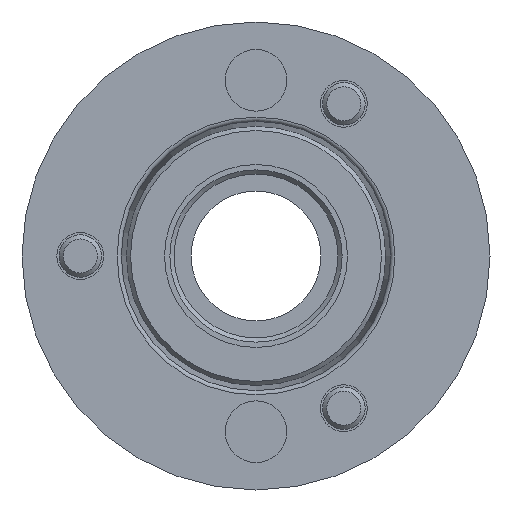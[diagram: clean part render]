
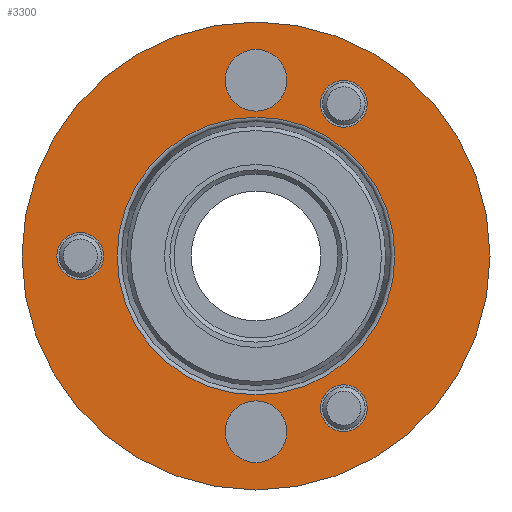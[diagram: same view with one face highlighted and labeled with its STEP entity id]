
A CAD part, left-side view. The second image highlights one B-rep face of the part: STEP entity #3300.
In plain terms, the highlighted planar face has unit normal (-1, 0, 0).
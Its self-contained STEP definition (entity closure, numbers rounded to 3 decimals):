
#186 = DIRECTION ( 'NONE',  ( -1., 0., 0. ) ) ;
#188 = CARTESIAN_POINT ( 'NONE',  ( 0., 0., -41.3 ) ) ;
#197 = DIRECTION ( 'NONE',  ( 0., 0., 1. ) ) ;
#295 = DIRECTION ( 'NONE',  ( 0., 0., -1. ) ) ;
#332 = DIRECTION ( 'NONE',  ( 1., 0., 0. ) ) ;
#359 = CARTESIAN_POINT ( 'NONE',  ( 0., -20.65, 35.767 ) ) ;
#400 = VERTEX_POINT ( 'NONE', #2401 ) ;
#508 = EDGE_LOOP ( 'NONE', ( #5596 ) ) ;
#624 = CARTESIAN_POINT ( 'NONE',  ( 0., 0., -34.05 ) ) ;
#672 = EDGE_CURVE ( 'NONE', #4858, #4858, #5180, .T. ) ;
#736 = CIRCLE ( 'NONE', #1589, 32.639 ) ;
#853 = EDGE_LOOP ( 'NONE', ( #1411 ) ) ;
#928 = EDGE_LOOP ( 'NONE', ( #1621 ) ) ;
#954 = EDGE_LOOP ( 'NONE', ( #5594 ) ) ;
#1037 = EDGE_CURVE ( 'NONE', #5313, #5313, #5279, .T. ) ;
#1063 = DIRECTION ( 'NONE',  ( 0., 0., -1. ) ) ;
#1100 = DIRECTION ( 'NONE',  ( 1., 0., 0. ) ) ;
#1117 = CARTESIAN_POINT ( 'NONE',  ( 0., -20.65, 30.267 ) ) ;
#1138 = CARTESIAN_POINT ( 'NONE',  ( 0., 55., 0. ) ) ;
#1151 = AXIS2_PLACEMENT_3D ( 'NONE', #2115, #2143, #2345 ) ;
#1163 = CARTESIAN_POINT ( 'NONE',  ( 0., 0., 0. ) ) ;
#1175 = PLANE ( 'NONE',  #4973 ) ;
#1210 = FACE_OUTER_BOUND ( 'NONE', #853, .T. ) ;
#1368 = DIRECTION ( 'NONE',  ( 0., 0., -1. ) ) ;
#1379 = ORIENTED_EDGE ( 'NONE', *, *, #672, .F. ) ;
#1385 = ORIENTED_EDGE ( 'NONE', *, *, #3691, .F. ) ;
#1405 = ORIENTED_EDGE ( 'NONE', *, *, #2141, .T. ) ;
#1411 = ORIENTED_EDGE ( 'NONE', *, *, #2621, .T. ) ;
#1458 = DIRECTION ( 'NONE',  ( -1., 0., 0. ) ) ;
#1589 = AXIS2_PLACEMENT_3D ( 'NONE', #1163, #3148, #4922 ) ;
#1612 = EDGE_LOOP ( 'NONE', ( #1385 ) ) ;
#1621 = ORIENTED_EDGE ( 'NONE', *, *, #1727, .T. ) ;
#1630 = FACE_BOUND ( 'NONE', #1882, .T. ) ;
#1663 = FACE_BOUND ( 'NONE', #928, .T. ) ;
#1696 = FACE_BOUND ( 'NONE', #954, .T. ) ;
#1727 = EDGE_CURVE ( 'NONE', #4040, #4040, #5353, .T. ) ;
#1729 = FACE_BOUND ( 'NONE', #508, .T. ) ;
#1779 = VERTEX_POINT ( 'NONE', #3660 ) ;
#1882 = EDGE_LOOP ( 'NONE', ( #1405 ) ) ;
#1966 = AXIS2_PLACEMENT_3D ( 'NONE', #359, #332, #295 ) ;
#2115 = CARTESIAN_POINT ( 'NONE',  ( 0., 41.3, 0. ) ) ;
#2136 = FACE_BOUND ( 'NONE', #1612, .T. ) ;
#2141 = EDGE_CURVE ( 'NONE', #4099, #4099, #736, .T. ) ;
#2143 = DIRECTION ( 'NONE',  ( 1., 0., 0. ) ) ;
#2168 = FACE_BOUND ( 'NONE', #3254, .T. ) ;
#2341 = EDGE_CURVE ( 'NONE', #1779, #1779, #2343, .T. ) ;
#2343 = CIRCLE ( 'NONE', #5630, 5.5 ) ;
#2345 = DIRECTION ( 'NONE',  ( 0., 0., -1. ) ) ;
#2401 = CARTESIAN_POINT ( 'NONE',  ( 0., 0., 48.55 ) ) ;
#2621 = EDGE_CURVE ( 'NONE', #3688, #3688, #2966, .T. ) ;
#2966 = CIRCLE ( 'NONE', #3160, 55. ) ;
#3148 = DIRECTION ( 'NONE',  ( 1., 0., 0. ) ) ;
#3160 = AXIS2_PLACEMENT_3D ( 'NONE', #3765, #3739, #3713 ) ;
#3254 = EDGE_LOOP ( 'NONE', ( #1379 ) ) ;
#3300 = ADVANCED_FACE ( 'NONE', ( #2168, #2136, #1729, #1696, #1663, #1630, #1210 ), #1175, .F. ) ;
#3403 = DIRECTION ( 'NONE',  ( 0., 0., 1. ) ) ;
#3426 = AXIS2_PLACEMENT_3D ( 'NONE', #188, #186, #197 ) ;
#3542 = AXIS2_PLACEMENT_3D ( 'NONE', #5607, #1458, #3403 ) ;
#3660 = CARTESIAN_POINT ( 'NONE',  ( 0., -20.65, -41.267 ) ) ;
#3688 = VERTEX_POINT ( 'NONE', #5458 ) ;
#3691 = EDGE_CURVE ( 'NONE', #400, #400, #4566, .T. ) ;
#3713 = DIRECTION ( 'NONE',  ( 0., 0., 1. ) ) ;
#3739 = DIRECTION ( 'NONE',  ( -1., 0., 0. ) ) ;
#3753 = CARTESIAN_POINT ( 'NONE',  ( 0., -20.65, -35.767 ) ) ;
#3765 = CARTESIAN_POINT ( 'NONE',  ( 0., 0., 0. ) ) ;
#4040 = VERTEX_POINT ( 'NONE', #5797 ) ;
#4099 = VERTEX_POINT ( 'NONE', #5858 ) ;
#4566 = CIRCLE ( 'NONE', #3542, 7.25 ) ;
#4858 = VERTEX_POINT ( 'NONE', #624 ) ;
#4922 = DIRECTION ( 'NONE',  ( 0., 0., -1. ) ) ;
#4973 = AXIS2_PLACEMENT_3D ( 'NONE', #1138, #1100, #1063 ) ;
#5180 = CIRCLE ( 'NONE', #3426, 7.25 ) ;
#5279 = CIRCLE ( 'NONE', #1966, 5.5 ) ;
#5313 = VERTEX_POINT ( 'NONE', #1117 ) ;
#5353 = CIRCLE ( 'NONE', #1151, 5.5 ) ;
#5458 = CARTESIAN_POINT ( 'NONE',  ( 0., 0., 55. ) ) ;
#5529 = DIRECTION ( 'NONE',  ( 1., 0., 0. ) ) ;
#5594 = ORIENTED_EDGE ( 'NONE', *, *, #1037, .T. ) ;
#5596 = ORIENTED_EDGE ( 'NONE', *, *, #2341, .T. ) ;
#5607 = CARTESIAN_POINT ( 'NONE',  ( 0., 0., 41.3 ) ) ;
#5630 = AXIS2_PLACEMENT_3D ( 'NONE', #3753, #5529, #1368 ) ;
#5797 = CARTESIAN_POINT ( 'NONE',  ( 0., 41.3, -5.5 ) ) ;
#5858 = CARTESIAN_POINT ( 'NONE',  ( 0., 0., -32.639 ) ) ;
